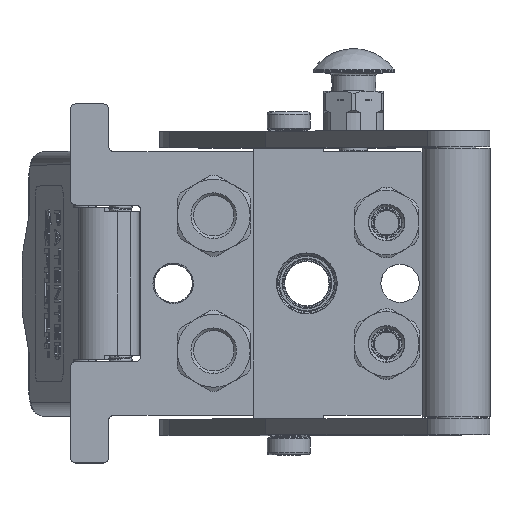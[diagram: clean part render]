
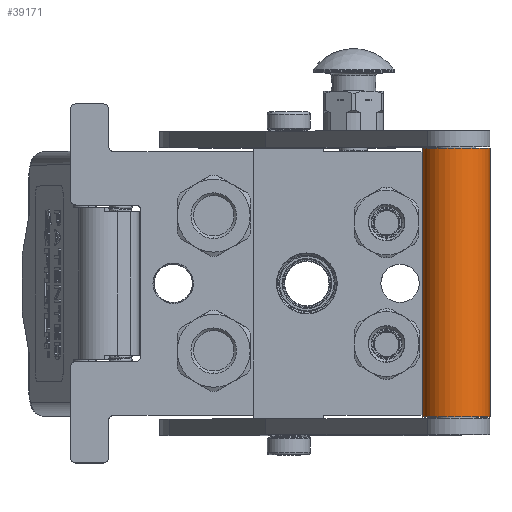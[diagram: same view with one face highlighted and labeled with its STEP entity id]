
A CAD part, top view. The second image highlights one B-rep face of the part: STEP entity #39171.
In plain terms, the highlighted cylindrical face has radius 12.5 mm (diameter 25 mm), a partial arc.
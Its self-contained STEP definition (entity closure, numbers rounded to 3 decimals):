
#4336 = CARTESIAN_POINT ( 'NONE',  ( 104., 0., -12.5 ) ) ;
#4485 = EDGE_LOOP ( 'NONE', ( #67534, #72971, #63350, #63836 ) ) ;
#6545 = FACE_OUTER_BOUND ( 'NONE', #4485, .T. ) ;
#8367 = CARTESIAN_POINT ( 'NONE',  ( 4.5, 0., 0. ) ) ;
#10329 = EDGE_CURVE ( 'NONE', #16540, #70572, #100986, .T. ) ;
#15656 = EDGE_CURVE ( 'NONE', #70572, #87498, #80550, .T. ) ;
#16522 = DIRECTION ( 'NONE',  ( -1., 0., 0. ) ) ;
#16540 = VERTEX_POINT ( 'NONE', #4336 ) ;
#17876 = DIRECTION ( 'NONE',  ( -1., 0., 0. ) ) ;
#20329 = CIRCLE ( 'NONE', #75537, 12.5 ) ;
#23817 = EDGE_CURVE ( 'NONE', #16540, #133323, #20329, .T. ) ;
#29541 = DIRECTION ( 'NONE',  ( 0., 0., 1. ) ) ;
#35058 = DIRECTION ( 'NONE',  ( 0., 0., -1. ) ) ;
#37524 = CARTESIAN_POINT ( 'NONE',  ( 104., 0., -12.5 ) ) ;
#39171 = ADVANCED_FACE ( 'NONE', ( #6545 ), #87295, .T. ) ;
#43049 = CARTESIAN_POINT ( 'NONE',  ( 104., 0., 12.5 ) ) ;
#50815 = AXIS2_PLACEMENT_3D ( 'NONE', #108704, #16522, #29541 ) ;
#54103 = DIRECTION ( 'NONE',  ( -1., 0., 0. ) ) ;
#59408 = DIRECTION ( 'NONE',  ( 0., 0., -1. ) ) ;
#63350 = ORIENTED_EDGE ( 'NONE', *, *, #15656, .F. ) ;
#63836 = ORIENTED_EDGE ( 'NONE', *, *, #10329, .F. ) ;
#67534 = ORIENTED_EDGE ( 'NONE', *, *, #23817, .T. ) ;
#70572 = VERTEX_POINT ( 'NONE', #74917 ) ;
#72971 = ORIENTED_EDGE ( 'NONE', *, *, #93633, .T. ) ;
#74693 = CARTESIAN_POINT ( 'NONE',  ( 104., 0., 12.5 ) ) ;
#74917 = CARTESIAN_POINT ( 'NONE',  ( 4.5, 0., -12.5 ) ) ;
#75537 = AXIS2_PLACEMENT_3D ( 'NONE', #116928, #54103, #35058 ) ;
#80550 = CIRCLE ( 'NONE', #132002, 12.5 ) ;
#86469 = VECTOR ( 'NONE', #132917, 1000. ) ;
#87295 = CYLINDRICAL_SURFACE ( 'NONE', #50815, 12.5 ) ;
#87498 = VERTEX_POINT ( 'NONE', #117828 ) ;
#93136 = VECTOR ( 'NONE', #94606, 1000. ) ;
#93633 = EDGE_CURVE ( 'NONE', #133323, #87498, #120636, .T. ) ;
#94606 = DIRECTION ( 'NONE',  ( -1., 0., 0. ) ) ;
#100986 = LINE ( 'NONE', #37524, #86469 ) ;
#108704 = CARTESIAN_POINT ( 'NONE',  ( -5.425, 0., 0. ) ) ;
#116928 = CARTESIAN_POINT ( 'NONE',  ( 104., 0., 0. ) ) ;
#117828 = CARTESIAN_POINT ( 'NONE',  ( 4.5, 0., 12.5 ) ) ;
#120636 = LINE ( 'NONE', #43049, #93136 ) ;
#132002 = AXIS2_PLACEMENT_3D ( 'NONE', #8367, #17876, #59408 ) ;
#132917 = DIRECTION ( 'NONE',  ( -1., 0., 0. ) ) ;
#133323 = VERTEX_POINT ( 'NONE', #74693 ) ;
